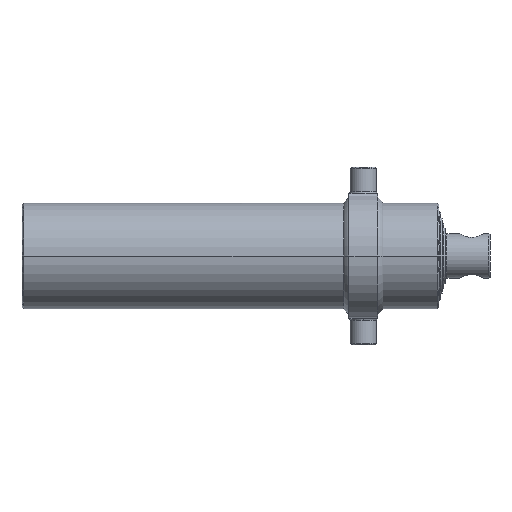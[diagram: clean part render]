
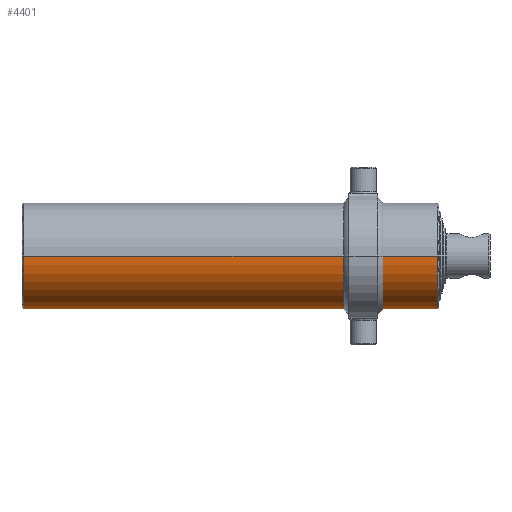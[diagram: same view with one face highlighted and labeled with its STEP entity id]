
A CAD part, front view. The second image highlights one B-rep face of the part: STEP entity #4401.
In plain terms, the highlighted cylindrical face has radius 100.5 mm (diameter 201 mm), a partial arc.
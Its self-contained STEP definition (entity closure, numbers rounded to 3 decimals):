
#410 = CARTESIAN_POINT ( 'NONE',  ( 3., 100.5, 0. ) ) ;
#706 = AXIS2_PLACEMENT_3D ( 'NONE', #1899, #6093, #2676 ) ;
#938 = DIRECTION ( 'NONE',  ( -1., 0., 0. ) ) ;
#991 = VERTEX_POINT ( 'NONE', #1571 ) ;
#1075 = DIRECTION ( 'NONE',  ( 0., -1., 0. ) ) ;
#1336 = LINE ( 'NONE', #4924, #9037 ) ;
#1571 = CARTESIAN_POINT ( 'NONE',  ( 790., 100.5, 0. ) ) ;
#1899 = CARTESIAN_POINT ( 'NONE',  ( 3., 0., 0. ) ) ;
#2322 = VECTOR ( 'NONE', #938, 1000. ) ;
#2676 = DIRECTION ( 'NONE',  ( 0., -1., 0. ) ) ;
#2771 = CYLINDRICAL_SURFACE ( 'NONE', #8371, 100.5 ) ;
#3527 = EDGE_CURVE ( 'NONE', #991, #4675, #5333, .T. ) ;
#3554 = ORIENTED_EDGE ( 'NONE', *, *, #5384, .F. ) ;
#4204 = CARTESIAN_POINT ( 'NONE',  ( 790., 0., 0. ) ) ;
#4257 = CARTESIAN_POINT ( 'NONE',  ( -17.46, -100.5, 0. ) ) ;
#4355 = LINE ( 'NONE', #4257, #2322 ) ;
#4401 = ADVANCED_FACE ( 'NONE', ( #8198 ), #2771, .T. ) ;
#4479 = EDGE_CURVE ( 'NONE', #5322, #8556, #8686, .T. ) ;
#4675 = VERTEX_POINT ( 'NONE', #7253 ) ;
#4924 = CARTESIAN_POINT ( 'NONE',  ( -17.46, 100.5, 0. ) ) ;
#5322 = VERTEX_POINT ( 'NONE', #410 ) ;
#5333 = CIRCLE ( 'NONE', #8981, 100.5 ) ;
#5384 = EDGE_CURVE ( 'NONE', #991, #5322, #1336, .T. ) ;
#6093 = DIRECTION ( 'NONE',  ( -1., 0., 0. ) ) ;
#6620 = ORIENTED_EDGE ( 'NONE', *, *, #3527, .T. ) ;
#6700 = EDGE_CURVE ( 'NONE', #4675, #8556, #4355, .T. ) ;
#7253 = CARTESIAN_POINT ( 'NONE',  ( 790., -100.5, 0. ) ) ;
#7587 = DIRECTION ( 'NONE',  ( -1., 0., 0. ) ) ;
#7661 = ORIENTED_EDGE ( 'NONE', *, *, #4479, .F. ) ;
#7790 = CARTESIAN_POINT ( 'NONE',  ( -17.46, 0., 0. ) ) ;
#7999 = ORIENTED_EDGE ( 'NONE', *, *, #6700, .T. ) ;
#8135 = EDGE_LOOP ( 'NONE', ( #3554, #6620, #7999, #7661 ) ) ;
#8198 = FACE_OUTER_BOUND ( 'NONE', #8135, .T. ) ;
#8371 = AXIS2_PLACEMENT_3D ( 'NONE', #7790, #8738, #1075 ) ;
#8384 = CARTESIAN_POINT ( 'NONE',  ( 3., -100.5, 0. ) ) ;
#8536 = DIRECTION ( 'NONE',  ( 0., -1., 0. ) ) ;
#8556 = VERTEX_POINT ( 'NONE', #8384 ) ;
#8686 = CIRCLE ( 'NONE', #706, 100.5 ) ;
#8738 = DIRECTION ( 'NONE',  ( -1., 0., 0. ) ) ;
#8981 = AXIS2_PLACEMENT_3D ( 'NONE', #4204, #7587, #8536 ) ;
#9037 = VECTOR ( 'NONE', #9756, 1000. ) ;
#9756 = DIRECTION ( 'NONE',  ( -1., 0., 0. ) ) ;
